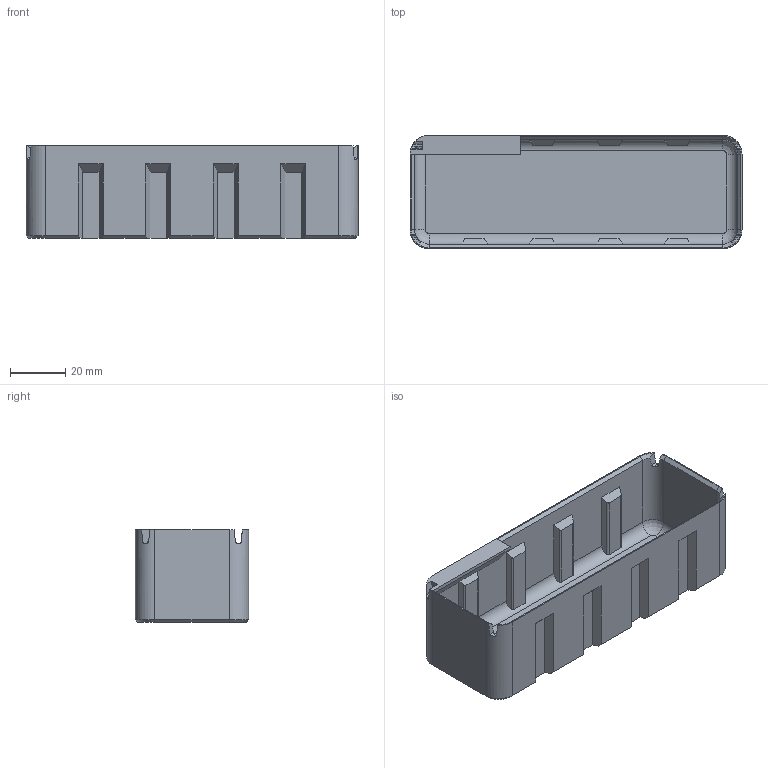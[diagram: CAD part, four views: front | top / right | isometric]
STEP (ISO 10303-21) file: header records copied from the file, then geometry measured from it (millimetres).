
FILE_DESCRIPTION(('Open CASCADE Model'),'2;1');
FILE_NAME('Someline-36-U5','0000-00-00T00:00:00',('Author'),( 'Open CASCADE'),'Open CASCADE STEP processor 7.8','build123d', 'Unknown');
FILE_SCHEMA(('AUTOMOTIVE_DESIGN { 1 0 10303 214 1 1 1 1 }'));
Length unit declared in the file: millimetre
Products named in the file (1): Someline-36-U5
Bounding box: 120.5 x 41.2 x 33.7 mm (x, y, z)
Volume: 21118.8 mm3; surface area: 30729.4 mm2
Topology: 1 solids, 1 shells, 168 faces, 480 edges, 312 vertices
Faces by surface type: plane 118, cylinder 36, cone 10, revolution 4
Entity records: 13227 total; most frequent: CARTESIAN_POINT 4183, DIRECTION 1532, ORIENTED_EDGE 960, PCURVE 960, DEFINITIONAL_REPRESENTATION 960, LINE 934, VECTOR 934, EDGE_CURVE 480
